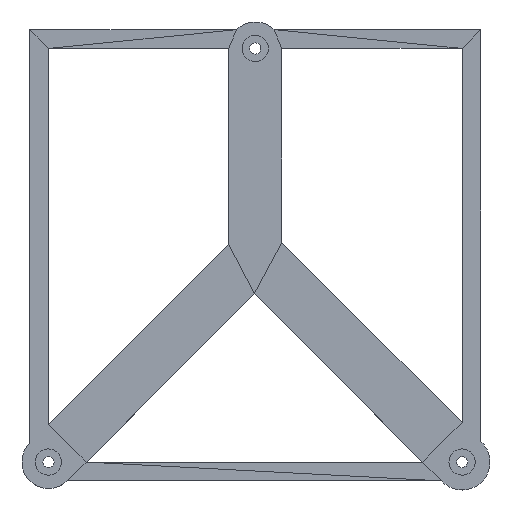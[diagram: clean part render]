
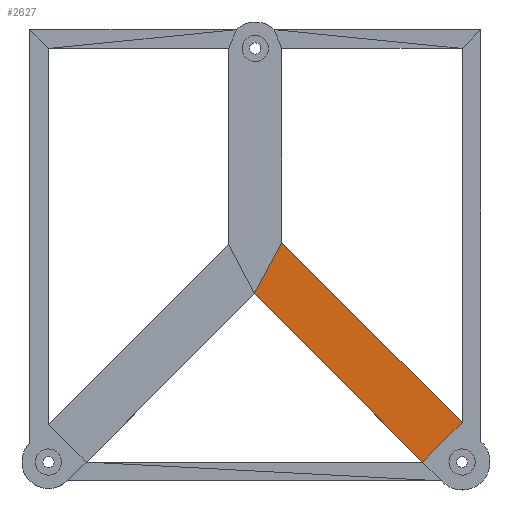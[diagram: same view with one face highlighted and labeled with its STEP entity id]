
A CAD part, top view. The second image highlights one B-rep face of the part: STEP entity #2627.
In plain terms, the highlighted planar face has unit normal (0, 0, 1).
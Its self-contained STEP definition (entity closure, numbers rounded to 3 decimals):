
#22 = VERTEX_POINT('',#23);
#23 = CARTESIAN_POINT('',(46.315,5.,59.191)
  );
#1336 = VERTEX_POINT('',#1337);
#1337 = CARTESIAN_POINT('',(1.562,49.753,
    59.191));
#1365 = EDGE_CURVE('',#1366,#22,#1368,.T.);
#1366 = VERTEX_POINT('',#1367);
#1367 = CARTESIAN_POINT('',(56.809,15.494,
    59.191));
#1368 = LINE('',#1369,#1370);
#1369 = CARTESIAN_POINT('',(56.809,15.494,
    59.191));
#1370 = VECTOR('',#1371,1.);
#1371 = DIRECTION('',(-0.707,-0.707,0.));
#2627 = ADVANCED_FACE('',(#2628),#2651,.T.);
#2628 = FACE_BOUND('',#2629,.T.);
#2629 = EDGE_LOOP('',(#2630,#2631,#2639,#2645));
#2630 = ORIENTED_EDGE('',*,*,#1365,.F.);
#2631 = ORIENTED_EDGE('',*,*,#2632,.T.);
#2632 = EDGE_CURVE('',#1366,#2633,#2635,.T.);
#2633 = VERTEX_POINT('',#2634);
#2634 = CARTESIAN_POINT('',(8.879,63.424,
    59.191));
#2635 = LINE('',#2636,#2637);
#2636 = CARTESIAN_POINT('',(56.809,15.494,
    59.191));
#2637 = VECTOR('',#2638,1.);
#2638 = DIRECTION('',(-0.707,0.707,0.)
  );
#2639 = ORIENTED_EDGE('',*,*,#2640,.T.);
#2640 = EDGE_CURVE('',#2633,#1336,#2641,.T.);
#2641 = LINE('',#2642,#2643);
#2642 = CARTESIAN_POINT('',(8.879,63.424,
    59.191));
#2643 = VECTOR('',#2644,1.);
#2644 = DIRECTION('',(-0.472,-0.882,0.));
#2645 = ORIENTED_EDGE('',*,*,#2646,.T.);
#2646 = EDGE_CURVE('',#1336,#22,#2647,.T.);
#2647 = LINE('',#2648,#2649);
#2648 = CARTESIAN_POINT('',(1.562,49.753,
    59.191));
#2649 = VECTOR('',#2650,1.);
#2650 = DIRECTION('',(0.707,-0.707,0.
    ));
#2651 = PLANE('',#2652);
#2652 = AXIS2_PLACEMENT_3D('',#2653,#2654,#2655);
#2653 = CARTESIAN_POINT('',(28.419,33.681,
    59.191));
#2654 = DIRECTION('',(0.,0.,1.));
#2655 = DIRECTION('',(1.,0.,0.));
